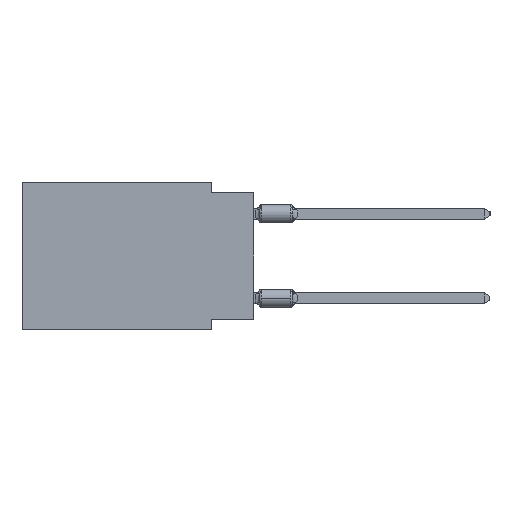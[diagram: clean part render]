
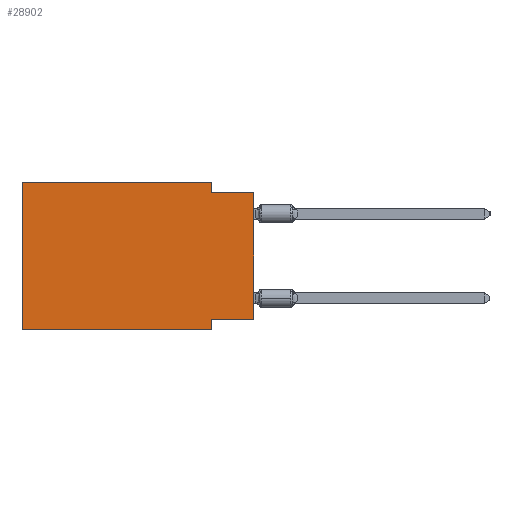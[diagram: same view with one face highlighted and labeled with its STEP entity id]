
A CAD part, left-side view. The second image highlights one B-rep face of the part: STEP entity #28902.
In plain terms, the highlighted planar face has unit normal (-1, 0, 0).
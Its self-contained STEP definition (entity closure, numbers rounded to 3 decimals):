
#801 = DIRECTION ( 'NONE',  ( 0., -1., 0. ) ) ;
#1370 = CARTESIAN_POINT ( 'NONE',  ( 0., 0., -0.635 ) ) ;
#2026 = VERTEX_POINT ( 'NONE', #32437 ) ;
#2778 = CARTESIAN_POINT ( 'NONE',  ( 0., 13.97, -8.89 ) ) ;
#4289 = EDGE_CURVE ( 'NONE', #36573, #16477, #20134, .T. ) ;
#5053 = PLANE ( 'NONE',  #45842 ) ;
#5205 = CARTESIAN_POINT ( 'NONE',  ( 0., 0., -8.255 ) ) ;
#5490 = ORIENTED_EDGE ( 'NONE', *, *, #48663, .F. ) ;
#5581 = DIRECTION ( 'NONE',  ( 0., 0., -1. ) ) ;
#6053 = DIRECTION ( 'NONE',  ( 0., -1., 0. ) ) ;
#6861 = LINE ( 'NONE', #2778, #43563 ) ;
#7652 = DIRECTION ( 'NONE',  ( 0., 0., 1. ) ) ;
#9805 = CARTESIAN_POINT ( 'NONE',  ( 0., 0., -8.255 ) ) ;
#10047 = EDGE_CURVE ( 'NONE', #18603, #25732, #43279, .T. ) ;
#12388 = VERTEX_POINT ( 'NONE', #17656 ) ;
#12532 = VECTOR ( 'NONE', #801, 1000. ) ;
#13542 = EDGE_CURVE ( 'NONE', #25732, #16477, #30696, .T. ) ;
#13815 = DIRECTION ( 'NONE',  ( 0., 0., 1. ) ) ;
#14844 = ORIENTED_EDGE ( 'NONE', *, *, #13542, .F. ) ;
#15004 = CARTESIAN_POINT ( 'NONE',  ( 0., 2.54, -8.89 ) ) ;
#15029 = DIRECTION ( 'NONE',  ( 0., 0., -1. ) ) ;
#16341 = CARTESIAN_POINT ( 'NONE',  ( 0., 2.54, 0. ) ) ;
#16477 = VERTEX_POINT ( 'NONE', #47036 ) ;
#17656 = CARTESIAN_POINT ( 'NONE',  ( 0., 13.97, 0. ) ) ;
#18603 = VERTEX_POINT ( 'NONE', #16341 ) ;
#19372 = ORIENTED_EDGE ( 'NONE', *, *, #4289, .T. ) ;
#20134 = LINE ( 'NONE', #35879, #23801 ) ;
#20940 = ORIENTED_EDGE ( 'NONE', *, *, #45612, .F. ) ;
#23801 = VECTOR ( 'NONE', #7652, 1000. ) ;
#24032 = VERTEX_POINT ( 'NONE', #40403 ) ;
#24356 = EDGE_LOOP ( 'NONE', ( #19372, #14844, #43868, #34862, #31639, #42948, #20940, #5490 ) ) ;
#24751 = VERTEX_POINT ( 'NONE', #39735 ) ;
#25229 = VECTOR ( 'NONE', #43707, 1000. ) ;
#25732 = VERTEX_POINT ( 'NONE', #30275 ) ;
#26220 = DIRECTION ( 'NONE',  ( 1., 0., 0. ) ) ;
#27785 = DIRECTION ( 'NONE',  ( 0., 0., -1. ) ) ;
#28902 = ADVANCED_FACE ( 'NONE', ( #46318 ), #5053, .F. ) ;
#30275 = CARTESIAN_POINT ( 'NONE',  ( 0., 2.54, -0.635 ) ) ;
#30696 = LINE ( 'NONE', #1370, #25229 ) ;
#31639 = ORIENTED_EDGE ( 'NONE', *, *, #32302, .F. ) ;
#32302 = EDGE_CURVE ( 'NONE', #2026, #12388, #46677, .T. ) ;
#32437 = CARTESIAN_POINT ( 'NONE',  ( 0., 13.97, -8.89 ) ) ;
#34862 = ORIENTED_EDGE ( 'NONE', *, *, #47901, .F. ) ;
#35660 = CARTESIAN_POINT ( 'NONE',  ( 0., 2.54, 0. ) ) ;
#35879 = CARTESIAN_POINT ( 'NONE',  ( 0., 0., 0. ) ) ;
#36573 = VERTEX_POINT ( 'NONE', #9805 ) ;
#37998 = LINE ( 'NONE', #41798, #12532 ) ;
#38167 = CARTESIAN_POINT ( 'NONE',  ( 0., 13.97, 0. ) ) ;
#39735 = CARTESIAN_POINT ( 'NONE',  ( 0., 2.54, -8.89 ) ) ;
#40257 = LINE ( 'NONE', #15004, #42791 ) ;
#40403 = CARTESIAN_POINT ( 'NONE',  ( 0., 2.54, -8.255 ) ) ;
#41798 = CARTESIAN_POINT ( 'NONE',  ( 0., 13.97, 0. ) ) ;
#42791 = VECTOR ( 'NONE', #27785, 1000. ) ;
#42948 = ORIENTED_EDGE ( 'NONE', *, *, #45731, .T. ) ;
#43279 = LINE ( 'NONE', #35660, #48481 ) ;
#43405 = CARTESIAN_POINT ( 'NONE',  ( 0., 13.97, 0. ) ) ;
#43563 = VECTOR ( 'NONE', #6053, 1000. ) ;
#43707 = DIRECTION ( 'NONE',  ( 0., -1., 0. ) ) ;
#43868 = ORIENTED_EDGE ( 'NONE', *, *, #10047, .F. ) ;
#45612 = EDGE_CURVE ( 'NONE', #24032, #24751, #40257, .T. ) ;
#45731 = EDGE_CURVE ( 'NONE', #2026, #24751, #6861, .T. ) ;
#45842 = AXIS2_PLACEMENT_3D ( 'NONE', #38167, #26220, #5581 ) ;
#46318 = FACE_OUTER_BOUND ( 'NONE', #24356, .T. ) ;
#46677 = LINE ( 'NONE', #43405, #52985 ) ;
#47036 = CARTESIAN_POINT ( 'NONE',  ( 0., 0., -0.635 ) ) ;
#47901 = EDGE_CURVE ( 'NONE', #12388, #18603, #37998, .T. ) ;
#48481 = VECTOR ( 'NONE', #15029, 1000. ) ;
#48663 = EDGE_CURVE ( 'NONE', #36573, #24032, #51608, .T. ) ;
#50532 = DIRECTION ( 'NONE',  ( 0., 1., 0. ) ) ;
#50684 = VECTOR ( 'NONE', #50532, 1000. ) ;
#51608 = LINE ( 'NONE', #5205, #50684 ) ;
#52985 = VECTOR ( 'NONE', #13815, 1000. ) ;
